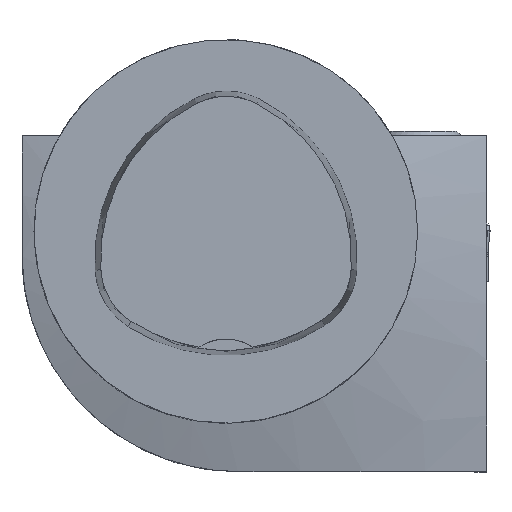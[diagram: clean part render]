
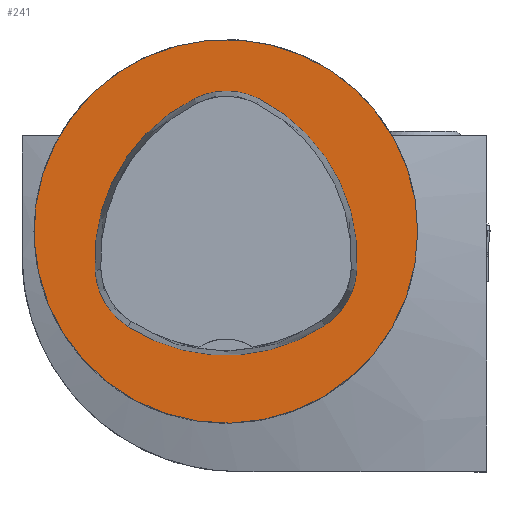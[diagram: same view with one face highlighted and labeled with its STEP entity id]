
A CAD part, top view. The second image highlights one B-rep face of the part: STEP entity #241.
In plain terms, the highlighted planar face has unit normal (0, 0, 1).
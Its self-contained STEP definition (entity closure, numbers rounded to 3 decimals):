
#107=FACE_BOUND('',#483,.T.);
#108=FACE_BOUND('',#484,.T.);
#163=CIRCLE('',#1890,16.);
#164=CIRCLE('',#1897,15.);
#166=CIRCLE('',#1900,6.);
#168=CIRCLE('',#1903,15.);
#170=CIRCLE('',#1906,6.);
#173=CIRCLE('',#1910,15.);
#176=CIRCLE('',#1914,6.);
#241=ADVANCED_FACE('',(#107,#108),#303,.T.);
#303=PLANE('',#1919);
#483=EDGE_LOOP('',(#886,#887,#888,#889,#890,#891));
#484=EDGE_LOOP('',(#892));
#886=ORIENTED_EDGE('',*,*,#1370,.F.);
#887=ORIENTED_EDGE('',*,*,#1365,.F.);
#888=ORIENTED_EDGE('',*,*,#1360,.F.);
#889=ORIENTED_EDGE('',*,*,#1357,.F.);
#890=ORIENTED_EDGE('',*,*,#1354,.F.);
#891=ORIENTED_EDGE('',*,*,#1350,.F.);
#892=ORIENTED_EDGE('',*,*,#1338,.T.);
#1126=VERTEX_POINT('',#3286);
#1137=VERTEX_POINT('',#3320);
#1138=VERTEX_POINT('',#3321);
#1141=VERTEX_POINT('',#3329);
#1143=VERTEX_POINT('',#3335);
#1145=VERTEX_POINT('',#3341);
#1149=VERTEX_POINT('',#3354);
#1338=EDGE_CURVE('',#1126,#1126,#163,.T.);
#1350=EDGE_CURVE('',#1137,#1138,#164,.T.);
#1354=EDGE_CURVE('',#1138,#1141,#166,.T.);
#1357=EDGE_CURVE('',#1141,#1143,#168,.T.);
#1360=EDGE_CURVE('',#1143,#1145,#170,.T.);
#1365=EDGE_CURVE('',#1145,#1149,#173,.T.);
#1370=EDGE_CURVE('',#1149,#1137,#176,.T.);
#1890=AXIS2_PLACEMENT_3D('',#3285,#2208,#2209);
#1897=AXIS2_PLACEMENT_3D('',#3319,#2226,#2227);
#1900=AXIS2_PLACEMENT_3D('',#3328,#2234,#2235);
#1903=AXIS2_PLACEMENT_3D('',#3334,#2241,#2242);
#1906=AXIS2_PLACEMENT_3D('',#3340,#2248,#2249);
#1910=AXIS2_PLACEMENT_3D('',#3353,#2257,#2258);
#1914=AXIS2_PLACEMENT_3D('',#3366,#2266,#2267);
#1919=AXIS2_PLACEMENT_3D('',#3371,#2276,#2277);
#2208=DIRECTION('',(0.,0.,1.));
#2209=DIRECTION('',(1.,0.,0.));
#2226=DIRECTION('',(0.,0.,1.));
#2227=DIRECTION('',(1.,0.,0.));
#2234=DIRECTION('',(0.,0.,1.));
#2235=DIRECTION('',(1.,0.,0.));
#2241=DIRECTION('',(0.,0.,1.));
#2242=DIRECTION('',(1.,0.,0.));
#2248=DIRECTION('',(0.,0.,1.));
#2249=DIRECTION('',(1.,0.,0.));
#2257=DIRECTION('',(0.,0.,1.));
#2258=DIRECTION('',(1.,0.,0.));
#2266=DIRECTION('',(0.,0.,1.));
#2267=DIRECTION('',(1.,0.,0.));
#2276=DIRECTION('',(0.,0.,1.));
#2277=DIRECTION('',(-1.,0.,0.));
#3285=CARTESIAN_POINT('',(0.,0.,0.));
#3286=CARTESIAN_POINT('',(16.,0.,0.));
#3319=CARTESIAN_POINT('',(-4.048,-2.316,0.));
#3320=CARTESIAN_POINT('',(10.926,-3.206,0.));
#3321=CARTESIAN_POINT('',(2.774,11.043,0.));
#3328=CARTESIAN_POINT('',(0.045,5.7,0.));
#3329=CARTESIAN_POINT('',(-2.638,11.066,0.));
#3334=CARTESIAN_POINT('',(4.07,-2.35,0.));
#3335=CARTESIAN_POINT('',(-10.903,-3.249,0.));
#3340=CARTESIAN_POINT('',(-4.914,-2.889,0.));
#3341=CARTESIAN_POINT('',(-8.177,-7.924,0.));
#3353=CARTESIAN_POINT('',(-0.019,4.663,0.));
#3354=CARTESIAN_POINT('',(8.24,-7.859,0.));
#3366=CARTESIAN_POINT('',(4.936,-2.85,0.));
#3371=CARTESIAN_POINT('',(0.,0.,0.));
